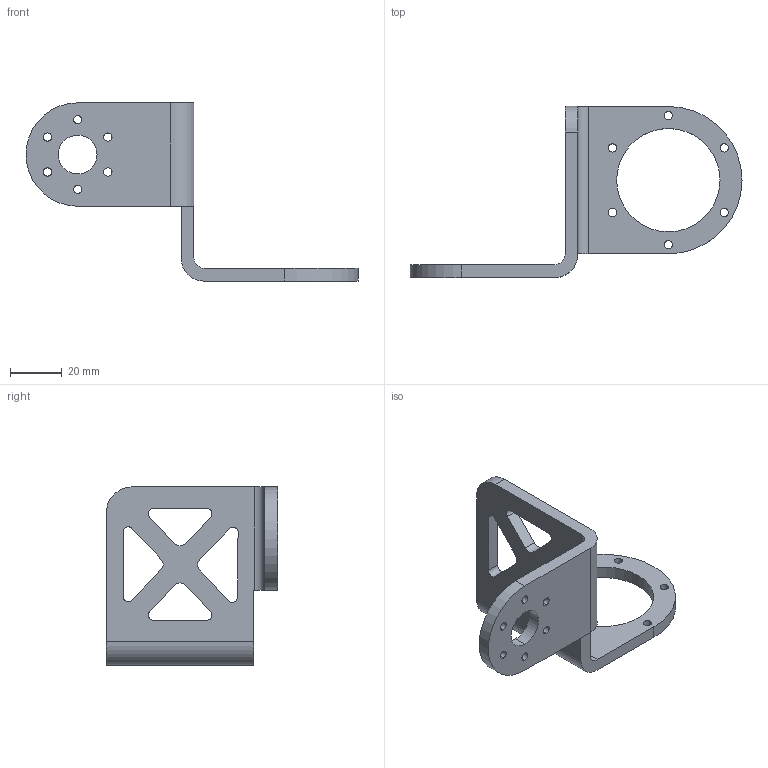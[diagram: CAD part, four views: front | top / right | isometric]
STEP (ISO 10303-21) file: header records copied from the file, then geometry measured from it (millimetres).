
FILE_DESCRIPTION (( 'STEP AP203' ), '1' );
FILE_NAME ('侐拻粣蟀諉璃_1.STEP', '2025-03-30T12:23:38', ( '' ), ( '' ), 'SwSTEP 2.0', 'SolidWorks 2022', '' );
FILE_SCHEMA (( 'CONFIG_CONTROL_DESIGN' ));
Length unit declared in the file: millimetre
Products named in the file (1): 侐拻粣蟀諉璃_1
Bounding box: 128.5 x 66.3 x 69 mm (x, y, z)
Volume: 34869.9 mm3; surface area: 19061.9 mm2
Topology: 1 solids, 1 shells, 73 faces, 213 edges, 142 vertices
Faces by surface type: cylinder 51, plane 22
Entity records: 2618 total; most frequent: DIRECTION 463, CARTESIAN_POINT 429, ORIENTED_EDGE 426, EDGE_CURVE 213, AXIS2_PLACEMENT_3D 176, VERTEX_POINT 142, VECTOR 111, LINE 111
